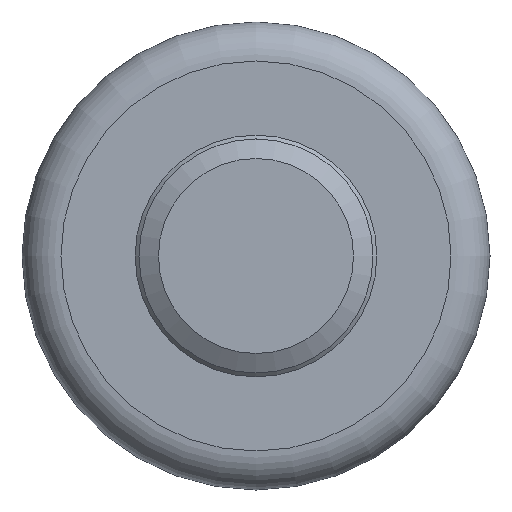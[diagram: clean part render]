
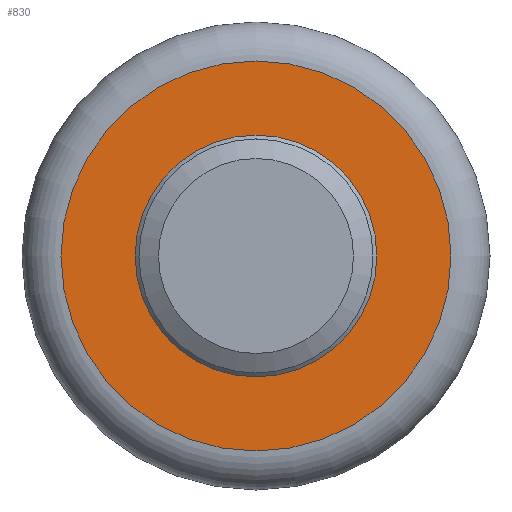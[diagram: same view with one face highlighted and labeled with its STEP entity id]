
A CAD part, front view. The second image highlights one B-rep face of the part: STEP entity #830.
In plain terms, the highlighted planar face has unit normal (0, -1, 0).
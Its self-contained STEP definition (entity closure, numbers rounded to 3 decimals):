
#293 = FACE_BOUND ( 'NONE', #953, .T. ) ;
#296 = PLANE ( 'NONE',  #622 ) ;
#316 = CARTESIAN_POINT ( 'NONE',  ( 0., -4.8, 3.1 ) ) ;
#410 = DIRECTION ( 'NONE',  ( 0., -1., 0. ) ) ;
#427 = CARTESIAN_POINT ( 'NONE',  ( 0., -4.8, 0. ) ) ;
#441 = CARTESIAN_POINT ( 'NONE',  ( 0., -4.8, 5. ) ) ;
#587 = DIRECTION ( 'NONE',  ( 0., 1., 0. ) ) ;
#622 = AXIS2_PLACEMENT_3D ( 'NONE', #427, #1668, #1387 ) ;
#674 = AXIS2_PLACEMENT_3D ( 'NONE', #1417, #587, #1560 ) ;
#725 = EDGE_CURVE ( 'NONE', #814, #814, #1380, .T. ) ;
#814 = VERTEX_POINT ( 'NONE', #441 ) ;
#824 = ORIENTED_EDGE ( 'NONE', *, *, #1092, .T. ) ;
#830 = ADVANCED_FACE ( 'NONE', ( #293, #922 ), #296, .F. ) ;
#922 = FACE_OUTER_BOUND ( 'NONE', #1362, .T. ) ;
#953 = EDGE_LOOP ( 'NONE', ( #824 ) ) ;
#1092 = EDGE_CURVE ( 'NONE', #1551, #1551, #1316, .T. ) ;
#1205 = ORIENTED_EDGE ( 'NONE', *, *, #725, .T. ) ;
#1231 = CARTESIAN_POINT ( 'NONE',  ( 0., -4.8, 0. ) ) ;
#1316 = CIRCLE ( 'NONE', #674, 3.1 ) ;
#1362 = EDGE_LOOP ( 'NONE', ( #1205 ) ) ;
#1369 = DIRECTION ( 'NONE',  ( 0., 0., 1. ) ) ;
#1380 = CIRCLE ( 'NONE', #1688, 5. ) ;
#1387 = DIRECTION ( 'NONE',  ( 0., 0., 1. ) ) ;
#1417 = CARTESIAN_POINT ( 'NONE',  ( 0., -4.8, 0. ) ) ;
#1551 = VERTEX_POINT ( 'NONE', #316 ) ;
#1560 = DIRECTION ( 'NONE',  ( 0., 0., 1. ) ) ;
#1668 = DIRECTION ( 'NONE',  ( 0., 1., 0. ) ) ;
#1688 = AXIS2_PLACEMENT_3D ( 'NONE', #1231, #410, #1369 ) ;
